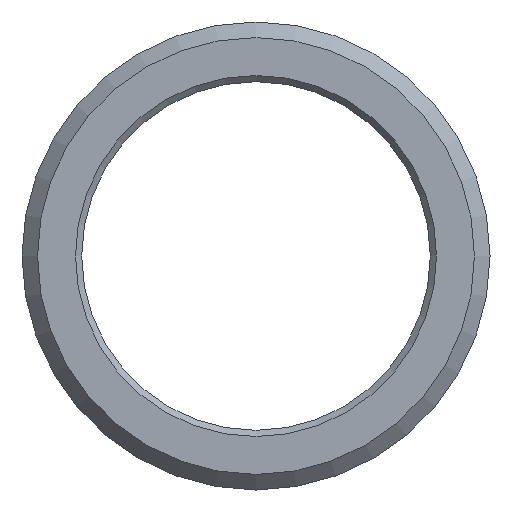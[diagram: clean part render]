
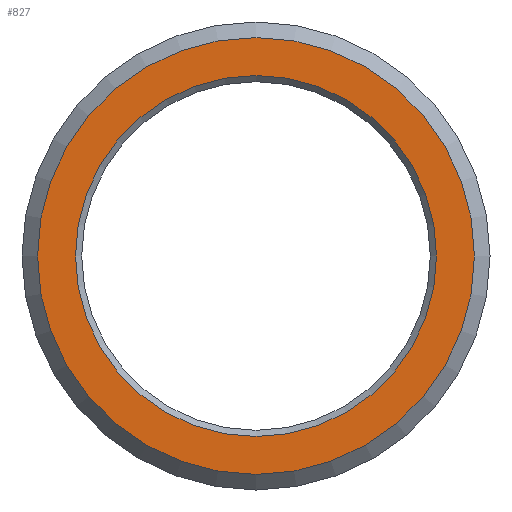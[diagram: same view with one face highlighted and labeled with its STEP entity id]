
A CAD part, left-side view. The second image highlights one B-rep face of the part: STEP entity #827.
In plain terms, the highlighted planar face has unit normal (-1, 0, 0).
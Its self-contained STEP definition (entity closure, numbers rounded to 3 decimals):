
#29=FACE_BOUND('',#184,.T.);
#44=PLANE('',#905);
#136=FACE_OUTER_BOUND('',#183,.T.);
#183=EDGE_LOOP('',(#562));
#184=EDGE_LOOP('',(#563));
#248=CIRCLE('',#902,29.);
#250=CIRCLE('',#906,35.092);
#337=VERTEX_POINT('',#1352);
#339=VERTEX_POINT('',#1360);
#427=EDGE_CURVE('',#337,#337,#248,.T.);
#431=EDGE_CURVE('',#339,#339,#250,.T.);
#562=ORIENTED_EDGE('',*,*,#431,.F.);
#563=ORIENTED_EDGE('',*,*,#427,.F.);
#827=ADVANCED_FACE('',(#136,#29),#44,.T.);
#902=AXIS2_PLACEMENT_3D('',#1353,#1055,#1056);
#905=AXIS2_PLACEMENT_3D('',#1359,#1063,#1064);
#906=AXIS2_PLACEMENT_3D('',#1361,#1065,#1066);
#1055=DIRECTION('center_axis',(-1.,0.,0.));
#1056=DIRECTION('ref_axis',(0.,0.,-1.));
#1063=DIRECTION('center_axis',(-1.,0.,0.));
#1064=DIRECTION('ref_axis',(0.,0.,1.));
#1065=DIRECTION('center_axis',(1.,0.,0.));
#1066=DIRECTION('ref_axis',(0.,-1.,0.));
#1352=CARTESIAN_POINT('',(0.,0.,29.));
#1353=CARTESIAN_POINT('Origin',(0.,0.,0.));
#1359=CARTESIAN_POINT('Origin',(0.,0.,0.));
#1360=CARTESIAN_POINT('',(0.,35.092,0.));
#1361=CARTESIAN_POINT('Origin',(0.,0.,0.));
